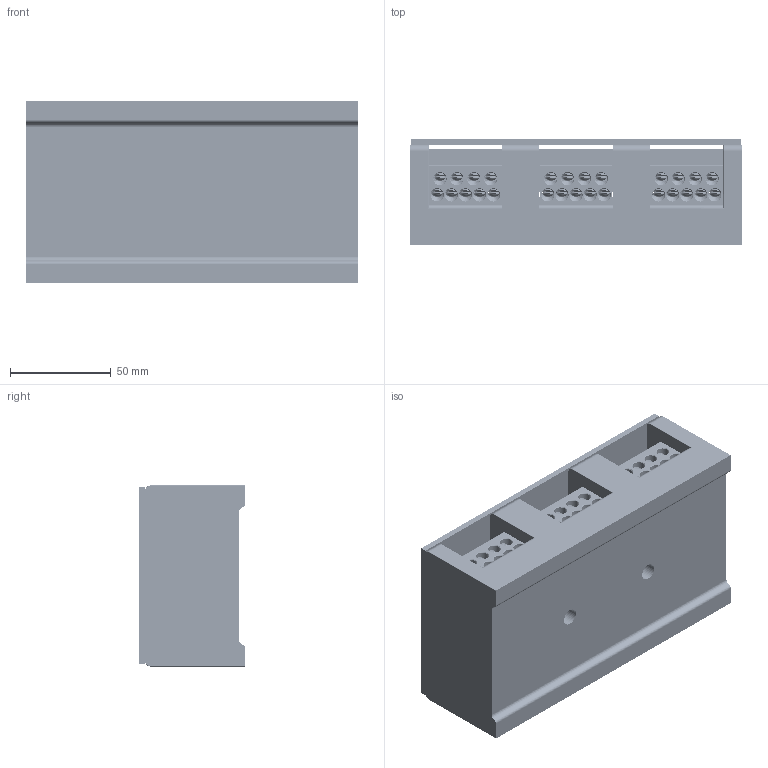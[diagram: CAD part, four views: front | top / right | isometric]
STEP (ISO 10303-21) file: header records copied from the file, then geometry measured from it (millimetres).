
FILE_DESCRIPTION((''),'2;1');
FILE_NAME('UDJ-3003_9_10','2024-07-04T',('dell'),(''),'PRO/ENGINEER BY PARAMETRIC TECHNOLOGY CORPORATION, 2013230','PRO/ENGINEER BY PARAMETRIC TECHNOLOGY CORPORATION, 2013230','');
FILE_SCHEMA(('AUTOMOTIVE_DESIGN { 1 0 10303 214 1 1 1 1 }'));
Products named in the file (1): UDJ-3003_9_10
Bounding box: 165 x 53 x 90 mm (x, y, z)
Volume: 532516.2 mm3; surface area: 134039.8 mm2
Topology: 4 solids, 24 shells, 3353 faces, 10245 edges, 6490 vertices
Faces by surface type: plane 1665, cylinder 977, bspline 324, cone 300, sphere 56, torus 28, extrusion 3
Entity records: 172566 total; most frequent: CARTESIAN_POINT 87191, ORIENTED_EDGE 20198, DIRECTION 14619, EDGE_CURVE 10099, VERTEX_POINT 6490, VECTOR 5375, LINE 5372, AXIS2_PLACEMENT_3D 4622
